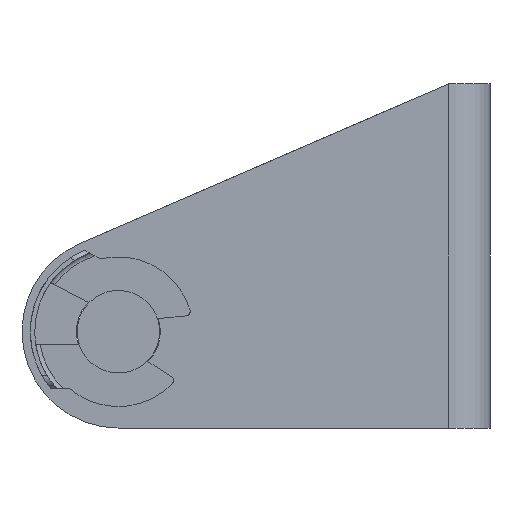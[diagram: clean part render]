
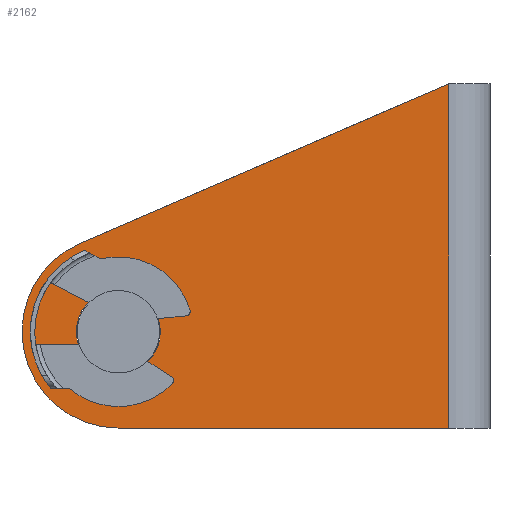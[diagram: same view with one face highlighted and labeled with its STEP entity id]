
A CAD part, left-side view. The second image highlights one B-rep face of the part: STEP entity #2162.
In plain terms, the highlighted planar face has unit normal (-1, 0, 0).
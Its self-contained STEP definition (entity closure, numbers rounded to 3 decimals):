
#19 = EDGE_LOOP ( 'NONE', ( #398, #148 ) ) ;
#57 = EDGE_LOOP ( 'NONE', ( #149, #150, #151, #152, #153, #154 ) ) ;
#148 = ORIENTED_EDGE ( 'NONE', *, *, #974, .T. ) ;
#149 = ORIENTED_EDGE ( 'NONE', *, *, #1007, .F. ) ;
#150 = ORIENTED_EDGE ( 'NONE', *, *, #997, .T. ) ;
#151 = ORIENTED_EDGE ( 'NONE', *, *, #1008, .F. ) ;
#152 = ORIENTED_EDGE ( 'NONE', *, *, #999, .T. ) ;
#153 = ORIENTED_EDGE ( 'NONE', *, *, #1001, .F. ) ;
#154 = ORIENTED_EDGE ( 'NONE', *, *, #1000, .T. ) ;
#398 = ORIENTED_EDGE ( 'NONE', *, *, #998, .T. ) ;
#519 = DIRECTION ( 'NONE',  ( 0., 0., -1. ) ) ;
#520 = CARTESIAN_POINT ( 'NONE',  ( 0., 3., 25. ) ) ;
#522 = DIRECTION ( 'NONE',  ( 0., 0., -1. ) ) ;
#524 = DIRECTION ( 'NONE',  ( 1., 0., 0. ) ) ;
#534 = CARTESIAN_POINT ( 'NONE',  ( 0., 27., 7. ) ) ;
#547 = DIRECTION ( 'NONE',  ( 0., 0., -1. ) ) ;
#548 = DIRECTION ( 'NONE',  ( 1., 0., 0. ) ) ;
#550 = DIRECTION ( 'NONE',  ( 0., 0., -1. ) ) ;
#551 = CARTESIAN_POINT ( 'NONE',  ( 0., 34., 25. ) ) ;
#552 = DIRECTION ( 'NONE',  ( 0., 0.918, -0.397 ) ) ;
#555 = CARTESIAN_POINT ( 'NONE',  ( 0., 3., 25. ) ) ;
#557 = DIRECTION ( 'NONE',  ( 0., 0., -1. ) ) ;
#558 = DIRECTION ( 'NONE',  ( 1., 0., 0. ) ) ;
#560 = CARTESIAN_POINT ( 'NONE',  ( 0., 27., 7. ) ) ;
#562 = DIRECTION ( 'NONE',  ( 0., -1., 0. ) ) ;
#563 = CARTESIAN_POINT ( 'NONE',  ( 0., 3., 0. ) ) ;
#564 = CARTESIAN_POINT ( 'NONE',  ( 0., 27., 7. ) ) ;
#974 = EDGE_CURVE ( 'NONE', #2056, #2041, #2441, .T. ) ;
#997 = EDGE_CURVE ( 'NONE', #1936, #2075, #2475, .T. ) ;
#998 = EDGE_CURVE ( 'NONE', #2041, #2056, #2478, .T. ) ;
#999 = EDGE_CURVE ( 'NONE', #1984, #2043, #2470, .T. ) ;
#1000 = EDGE_CURVE ( 'NONE', #2026, #2045, #2479, .T. ) ;
#1001 = EDGE_CURVE ( 'NONE', #2026, #2043, #2482, .T. ) ;
#1007 = EDGE_CURVE ( 'NONE', #1936, #2045, #2493, .T. ) ;
#1008 = EDGE_CURVE ( 'NONE', #1984, #2075, #2489, .T. ) ;
#1090 = AXIS2_PLACEMENT_3D ( 'NONE', #1153, #1151, #1176 ) ;
#1096 = AXIS2_PLACEMENT_3D ( 'NONE', #564, #548, #547 ) ;
#1100 = AXIS2_PLACEMENT_3D ( 'NONE', #560, #558, #557 ) ;
#1105 = AXIS2_PLACEMENT_3D ( 'NONE', #534, #524, #522 ) ;
#1151 = DIRECTION ( 'NONE',  ( 1., 0., 0. ) ) ;
#1153 = CARTESIAN_POINT ( 'NONE',  ( 0., 27., 7. ) ) ;
#1176 = DIRECTION ( 'NONE',  ( 0., 0., -1. ) ) ;
#1266 = AXIS2_PLACEMENT_3D ( 'NONE', #1682, #1691, #1692 ) ;
#1438 = CARTESIAN_POINT ( 'NONE',  ( 0., 27.025, 0. ) ) ;
#1460 = CARTESIAN_POINT ( 'NONE',  ( 0., 3., 25. ) ) ;
#1470 = CARTESIAN_POINT ( 'NONE',  ( 0., 34., 7.025 ) ) ;
#1485 = CARTESIAN_POINT ( 'NONE',  ( 0., 27., 3.95 ) ) ;
#1487 = CARTESIAN_POINT ( 'NONE',  ( 0., 29.777, 13.425 ) ) ;
#1489 = CARTESIAN_POINT ( 'NONE',  ( 0., 34., 6.975 ) ) ;
#1500 = CARTESIAN_POINT ( 'NONE',  ( 0., 27., 10.05 ) ) ;
#1519 = CARTESIAN_POINT ( 'NONE',  ( 0., 3., 0. ) ) ;
#1682 = CARTESIAN_POINT ( 'NONE',  ( 0., 3., 25. ) ) ;
#1690 = PLANE ( 'NONE',  #1266 ) ;
#1691 = DIRECTION ( 'NONE',  ( 1., 0., 0. ) ) ;
#1692 = DIRECTION ( 'NONE',  ( 0., 0., -1. ) ) ;
#1936 = VERTEX_POINT ( 'NONE', #1438 ) ;
#1984 = VERTEX_POINT ( 'NONE', #1460 ) ;
#2026 = VERTEX_POINT ( 'NONE', #1470 ) ;
#2041 = VERTEX_POINT ( 'NONE', #1485 ) ;
#2043 = VERTEX_POINT ( 'NONE', #1487 ) ;
#2045 = VERTEX_POINT ( 'NONE', #1489 ) ;
#2056 = VERTEX_POINT ( 'NONE', #1500 ) ;
#2075 = VERTEX_POINT ( 'NONE', #1519 ) ;
#2162 = ADVANCED_FACE ( 'NONE', ( #2636, #2639 ), #1690, .F. ) ;
#2441 = CIRCLE ( 'NONE', #1090, 3.05 ) ;
#2470 = LINE ( 'NONE', #555, #2471 ) ;
#2471 = VECTOR ( 'NONE', #552, 1000. ) ;
#2475 = LINE ( 'NONE', #563, #2476 ) ;
#2476 = VECTOR ( 'NONE', #562, 1000. ) ;
#2478 = CIRCLE ( 'NONE', #1100, 3.05 ) ;
#2479 = LINE ( 'NONE', #551, #2480 ) ;
#2480 = VECTOR ( 'NONE', #550, 1000. ) ;
#2482 = CIRCLE ( 'NONE', #1096, 7. ) ;
#2489 = LINE ( 'NONE', #520, #2490 ) ;
#2490 = VECTOR ( 'NONE', #519, 1000. ) ;
#2493 = CIRCLE ( 'NONE', #1105, 7. ) ;
#2636 = FACE_BOUND ( 'NONE', #19, .T. ) ;
#2639 = FACE_OUTER_BOUND ( 'NONE', #57, .T. ) ;
